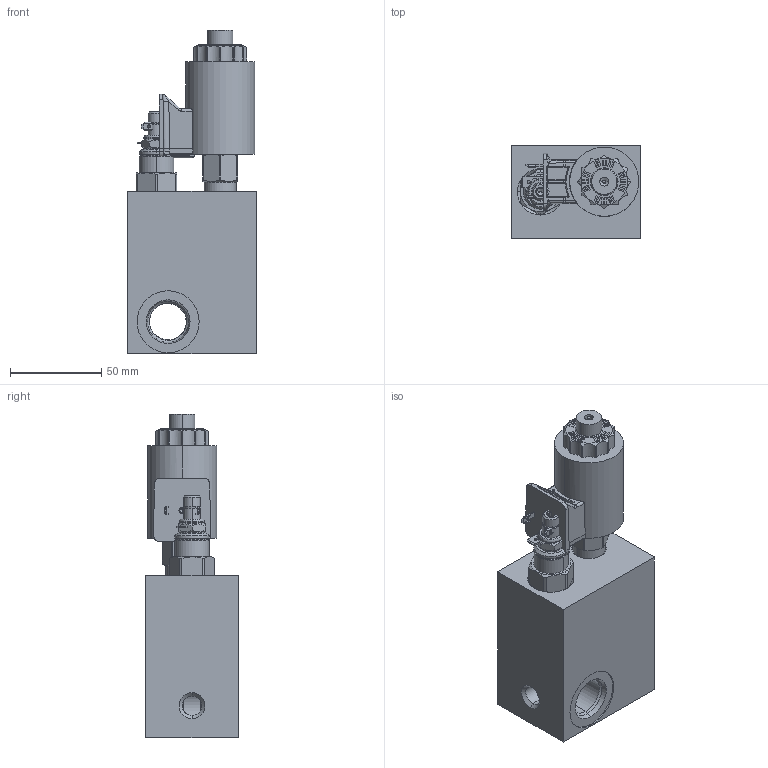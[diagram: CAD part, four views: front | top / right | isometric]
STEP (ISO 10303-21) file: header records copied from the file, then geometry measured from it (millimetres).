
FILE_DESCRIPTION((''),'2;1');
FILE_NAME('XRCXLANFK224_ASM','2019-07-24T',('ProEService'),(''),'PRO/ENGINEER BY PARAMETRIC TECHNOLOGY CORPORATION, 2014200','PRO/ENGINEER BY PARAMETRIC TECHNOLOGY CORPORATION, 2014200','');
FILE_SCHEMA(('CONFIG_CONTROL_DESIGN'));
Length unit declared in the file: inch
Products named in the file (4): 157-447-006; RVCALAN; DTAFMHN224; XRCXLANFK224_ASM
Assembly tree (3 placements, depth 2):
  XRCXLANFK224_ASM
    157-447-006
    RVCALAN
    DTAFMHN224
Bounding box: 70.64 x 50.8 x 177.22 mm (x, y, z)
Volume: 366039.5 mm3; surface area: 85057.3 mm2
Topology: 6 solids, 7 shells, 999 faces, 2715 edges, 1895 vertices
Faces by surface type: cylinder 345, plane 343, cone 169, torus 79, bspline 38, revolution 14, sphere 11
Entity records: 36669 total; most frequent: CARTESIAN_POINT 12003, DIRECTION 5108, ORIENTED_EDGE 4802, EDGE_CURVE 2401, AXIS2_PLACEMENT_3D 1851, VERTEX_POINT 1481, VECTOR 1392, LINE 1392
